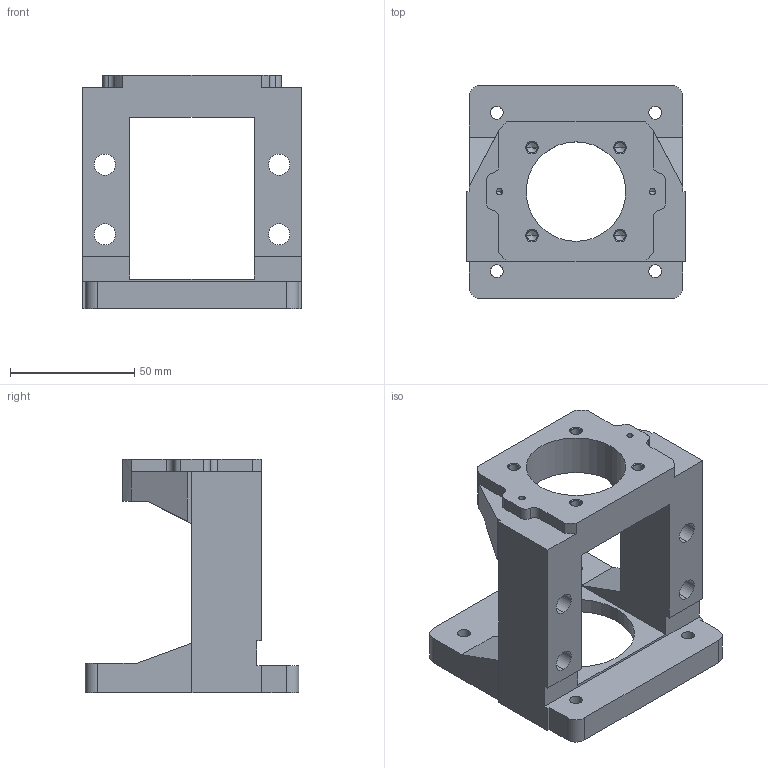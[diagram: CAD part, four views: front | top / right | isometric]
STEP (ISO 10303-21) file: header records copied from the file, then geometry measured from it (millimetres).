
FILE_DESCRIPTION (( 'STEP AP203' ), '1' );
FILE_NAME ('自化件傳動座外MBA15E本體.STEP', '2018-12-27T08:33:35', ( '' ), ( '' ), 'SwSTEP 2.0', 'SolidWorks 2018', '' );
FILE_SCHEMA (( 'CONFIG_CONTROL_DESIGN' ));
Length unit declared in the file: millimetre
Products named in the file (1): 自化件傳動座外MBA15E本體
Bounding box: 88 x 86 x 94 mm (x, y, z)
Volume: 170464.7 mm3; surface area: 45093 mm2
Topology: 1 solids, 1 shells, 133 faces, 354 edges, 220 vertices
Faces by surface type: cylinder 58, plane 47, cone 28
Entity records: 4177 total; most frequent: DIRECTION 742, CARTESIAN_POINT 696, ORIENTED_EDGE 684, EDGE_CURVE 342, AXIS2_PLACEMENT_3D 266, VERTEX_POINT 220, LINE 210, VECTOR 210
